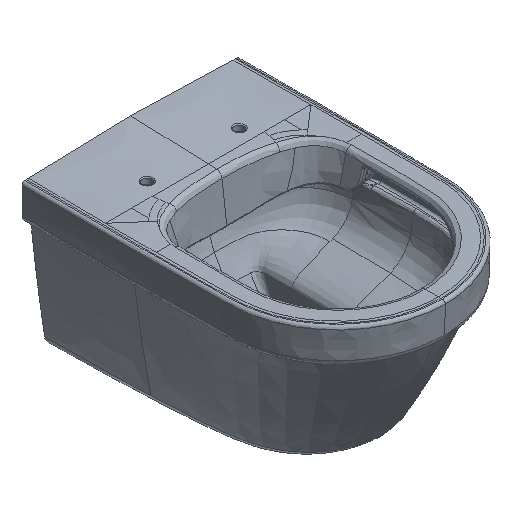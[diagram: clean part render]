
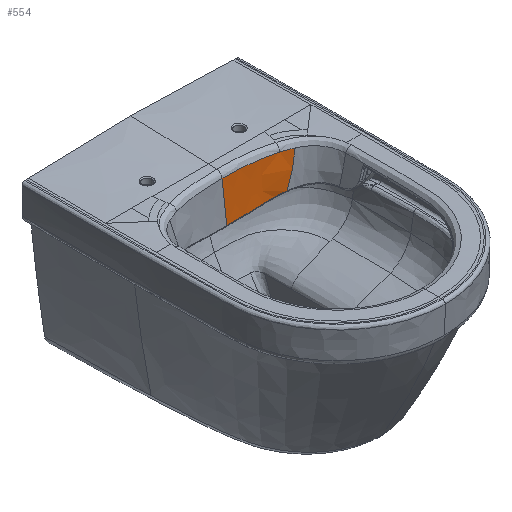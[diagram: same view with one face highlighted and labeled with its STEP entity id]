
A CAD part, isometric view. The second image highlights one B-rep face of the part: STEP entity #554.
In plain terms, the highlighted free-form (B-spline) face has degree [3, 3] with [9, 4] control points.
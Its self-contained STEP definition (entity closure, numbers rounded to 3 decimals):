
#322=B_SPLINE_SURFACE_WITH_KNOTS('',3,3,((#21222,#21223,#21224,#21225),
(#21226,#21227,#21228,#21229),(#21230,#21231,#21232,#21233),(#21234,#21235,
#21236,#21237),(#21238,#21239,#21240,#21241),(#21242,#21243,#21244,#21245),
(#21246,#21247,#21248,#21249),(#21250,#21251,#21252,#21253),(#21254,#21255,
#21256,#21257)),.UNSPECIFIED.,.F.,.F.,.F.,(4,1,1,1,1,1,4),(4,4),(0.,0.159,
0.317,0.397,0.476,0.555,
1.),(0.,1.),.UNSPECIFIED.);
#554=ADVANCED_FACE('',(#856),#322,.T.);
#856=FACE_OUTER_BOUND('',#1147,.T.);
#1147=EDGE_LOOP('',(#1942,#1943,#1944,#1945,#1946));
#1942=ORIENTED_EDGE('',*,*,#3977,.F.);
#1943=ORIENTED_EDGE('',*,*,#4028,.F.);
#1944=ORIENTED_EDGE('',*,*,#4029,.T.);
#1945=ORIENTED_EDGE('',*,*,#4030,.T.);
#1946=ORIENTED_EDGE('',*,*,#4026,.T.);
#3229=VERTEX_POINT('',#14440);
#3233=VERTEX_POINT('',#14508);
#3312=VERTEX_POINT('',#19173);
#3313=VERTEX_POINT('',#19180);
#3346=VERTEX_POINT('',#21200);
#3977=EDGE_CURVE('',#3312,#3313,#4781,.T.);
#4026=EDGE_CURVE('',#3233,#3313,#4827,.T.);
#4028=EDGE_CURVE('',#3346,#3312,#4829,.T.);
#4029=EDGE_CURVE('',#3346,#3229,#4830,.T.);
#4030=EDGE_CURVE('',#3229,#3233,#4831,.T.);
#4781=B_SPLINE_CURVE_WITH_KNOTS('',3,(#19174,#19175,#19176,#19177,#19178,
#19179),.UNSPECIFIED.,.F.,.F.,(4,2,4),(0.,0.5,1.),.UNSPECIFIED.);
#4827=B_SPLINE_CURVE_WITH_KNOTS('',3,(#21073,#21074,#21075,#21076,#21077,
#21078,#21079,#21080),.UNSPECIFIED.,.F.,.F.,(4,2,2,4),(0.,0.25,0.5,1.),
 .UNSPECIFIED.);
#4829=B_SPLINE_CURVE_WITH_KNOTS('',3,(#21193,#21194,#21195,#21196,#21197,
#21198,#21199),.UNSPECIFIED.,.F.,.F.,(4,1,1,1,4),(0.,0.525,
0.788,0.919,1.),.UNSPECIFIED.);
#4830=B_SPLINE_CURVE_WITH_KNOTS('',3,(#21201,#21202,#21203,#21204,#21205,
#21206,#21207,#21208,#21209,#21210,#21211,#21212,#21213,#21214,#21215,#21216,
#21217),.UNSPECIFIED.,.F.,.F.,(4,2,2,2,2,1,2,2,4),(0.,0.25,
0.375,0.438,0.469,0.484,
0.492,0.5,1.),.UNSPECIFIED.);
#4831=B_SPLINE_CURVE_WITH_KNOTS('',3,(#21218,#21219,#21220,#21221),
 .UNSPECIFIED.,.F.,.F.,(4,4),(0.,1.),.UNSPECIFIED.);
#14440=CARTESIAN_POINT('',(0.,-153.517,-4.574));
#14508=CARTESIAN_POINT('',(0.,-161.517,-69.443));
#19173=CARTESIAN_POINT('',(105.552,-171.12,-3.966));
#19174=CARTESIAN_POINT('',(105.551,-171.122,-3.968));
#19175=CARTESIAN_POINT('',(103.643,-172.108,-12.881));
#19176=CARTESIAN_POINT('',(101.435,-172.863,-21.761));
#19177=CARTESIAN_POINT('',(96.101,-173.759,-39.458));
#19178=CARTESIAN_POINT('',(92.958,-173.892,-48.276));
#19179=CARTESIAN_POINT('',(89.296,-173.825,-57.094));
#19180=CARTESIAN_POINT('',(89.296,-173.825,-57.094));
#21073=CARTESIAN_POINT('',(0.,-161.517,-69.443));
#21074=CARTESIAN_POINT('',(6.661,-161.517,-69.437));
#21075=CARTESIAN_POINT('',(13.537,-161.738,-69.176));
#21076=CARTESIAN_POINT('',(27.711,-162.525,-68.14));
#21077=CARTESIAN_POINT('',(35.012,-163.055,-67.367));
#21078=CARTESIAN_POINT('',(57.547,-165.154,-64.28));
#21079=CARTESIAN_POINT('',(73.475,-167.408,-61.198));
#21080=CARTESIAN_POINT('',(89.296,-173.825,-57.094));
#21193=CARTESIAN_POINT('',(86.694,-163.769,-4.32));
#21194=CARTESIAN_POINT('',(90.079,-164.823,-4.295));
#21195=CARTESIAN_POINT('',(95.105,-166.575,-4.227));
#21196=CARTESIAN_POINT('',(100.833,-168.959,-4.094));
#21197=CARTESIAN_POINT('',(103.76,-170.271,-4.024));
#21198=CARTESIAN_POINT('',(105.058,-170.881,-3.981));
#21199=CARTESIAN_POINT('',(105.552,-171.119,-3.964));
#21200=CARTESIAN_POINT('',(86.694,-163.768,-4.319));
#21201=CARTESIAN_POINT('',(86.694,-163.769,-4.32));
#21202=CARTESIAN_POINT('',(81.036,-162.006,-4.362));
#21203=CARTESIAN_POINT('',(74.63,-160.38,-4.396));
#21204=CARTESIAN_POINT('',(63.881,-158.319,-4.437));
#21205=CARTESIAN_POINT('',(60.11,-157.694,-4.449));
#21206=CARTESIAN_POINT('',(54.174,-156.854,-4.464));
#21207=CARTESIAN_POINT('',(52.149,-156.589,-4.468));
#21208=CARTESIAN_POINT('',(49.043,-156.216,-4.474));
#21209=CARTESIAN_POINT('',(47.996,-156.095,-4.476));
#21210=CARTESIAN_POINT('',(46.409,-155.919,-4.479));
#21211=CARTESIAN_POINT('',(45.611,-155.833,-4.481));
#21212=CARTESIAN_POINT('',(44.807,-155.748,-4.482));
#21213=CARTESIAN_POINT('',(44.27,-155.692,-4.483));
#21214=CARTESIAN_POINT('',(43.957,-155.66,-4.483));
#21215=CARTESIAN_POINT('',(29.205,-154.158,-4.505));
#21216=CARTESIAN_POINT('',(14.6,-153.512,-4.535));
#21217=CARTESIAN_POINT('',(0.,-153.517,-4.574));
#21218=CARTESIAN_POINT('',(0.,-153.517,-4.574));
#21219=CARTESIAN_POINT('',(0.,-156.184,-26.197));
#21220=CARTESIAN_POINT('',(0.,-158.851,-47.82));
#21221=CARTESIAN_POINT('',(0.,-161.517,-69.443));
#21222=CARTESIAN_POINT('',(0.,-162.566,-77.948));
#21223=CARTESIAN_POINT('',(0.,-159.508,-53.153));
#21224=CARTESIAN_POINT('',(0.,-156.45,-28.358));
#21225=CARTESIAN_POINT('',(0.,-153.392,-3.564));
#21226=CARTESIAN_POINT('',(5.542,-162.566,-77.948));
#21227=CARTESIAN_POINT('',(5.604,-159.508,-53.153));
#21228=CARTESIAN_POINT('',(5.665,-156.45,-28.358));
#21229=CARTESIAN_POINT('',(5.727,-153.392,-3.564));
#21230=CARTESIAN_POINT('',(16.624,-162.935,-77.948));
#21231=CARTESIAN_POINT('',(16.81,-159.819,-53.153));
#21232=CARTESIAN_POINT('',(16.996,-156.704,-28.358));
#21233=CARTESIAN_POINT('',(17.182,-153.589,-3.564));
#21234=CARTESIAN_POINT('',(30.437,-164.052,-77.948));
#21235=CARTESIAN_POINT('',(30.784,-160.83,-53.153));
#21236=CARTESIAN_POINT('',(31.132,-157.609,-28.358));
#21237=CARTESIAN_POINT('',(31.48,-154.388,-3.564));
#21238=CARTESIAN_POINT('',(41.466,-165.155,-77.948));
#21239=CARTESIAN_POINT('',(41.94,-161.903,-53.153));
#21240=CARTESIAN_POINT('',(42.415,-158.651,-28.358));
#21241=CARTESIAN_POINT('',(42.89,-155.398,-3.564));
#21242=CARTESIAN_POINT('',(49.718,-166.161,-77.948));
#21243=CARTESIAN_POINT('',(50.288,-162.888,-53.153));
#21244=CARTESIAN_POINT('',(50.859,-159.616,-28.358));
#21245=CARTESIAN_POINT('',(51.429,-156.343,-3.564));
#21246=CARTESIAN_POINT('',(70.535,-169.466,-77.948));
#21247=CARTESIAN_POINT('',(71.357,-166.091,-53.153));
#21248=CARTESIAN_POINT('',(72.178,-162.716,-28.358));
#21249=CARTESIAN_POINT('',(72.999,-159.341,-3.564));
#21250=CARTESIAN_POINT('',(88.074,-175.219,-77.948));
#21251=CARTESIAN_POINT('',(89.179,-171.511,-53.153));
#21252=CARTESIAN_POINT('',(90.284,-167.804,-28.358));
#21253=CARTESIAN_POINT('',(91.389,-164.096,-3.564));
#21254=CARTESIAN_POINT('',(101.44,-185.141,-77.948));
#21255=CARTESIAN_POINT('',(103.017,-180.54,-53.153));
#21256=CARTESIAN_POINT('',(104.594,-175.939,-28.358));
#21257=CARTESIAN_POINT('',(106.172,-171.337,-3.564));
